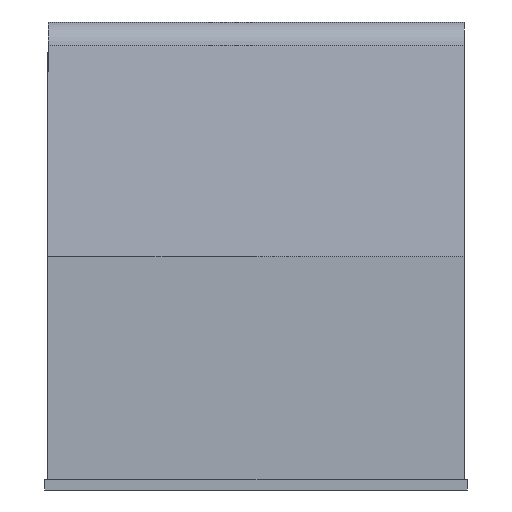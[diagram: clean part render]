
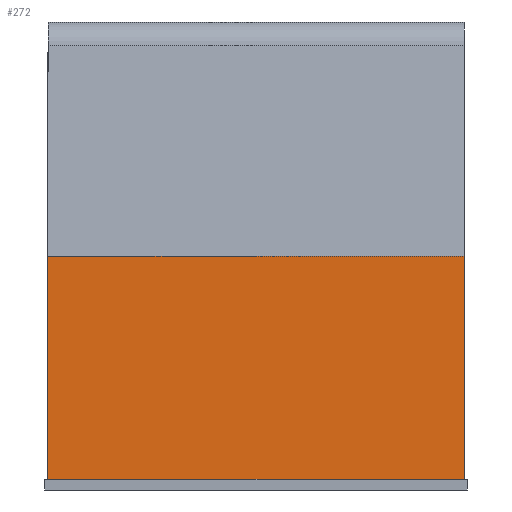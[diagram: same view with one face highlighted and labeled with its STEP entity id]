
A CAD part, left-side view. The second image highlights one B-rep face of the part: STEP entity #272.
In plain terms, the highlighted planar face has unit normal (-1, 0, 0).
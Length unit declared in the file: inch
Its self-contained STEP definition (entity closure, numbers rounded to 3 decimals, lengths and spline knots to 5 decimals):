
#17 = VECTOR ( 'NONE', #149, 39.37008 ) ;
#26 = CARTESIAN_POINT ( 'NONE',  ( -0.0315, 0.01575, 0.02072 ) ) ;
#102 = VERTEX_POINT ( 'NONE', #712 ) ;
#103 = LINE ( 'NONE', #268, #17 ) ;
#106 = EDGE_CURVE ( 'NONE', #507, #705, #691, .T. ) ;
#115 = CARTESIAN_POINT ( 'NONE',  ( -0.0315, -0.01575, 0.02072 ) ) ;
#118 = ORIENTED_EDGE ( 'NONE', *, *, #809, .F. ) ;
#149 = DIRECTION ( 'NONE',  ( 0., 1., 0. ) ) ;
#150 = LINE ( 'NONE', #545, #368 ) ;
#156 = ORIENTED_EDGE ( 'NONE', *, *, #381, .F. ) ;
#166 = ORIENTED_EDGE ( 'NONE', *, *, #106, .T. ) ;
#171 = VECTOR ( 'NONE', #630, 39.37008 ) ;
#189 = LINE ( 'NONE', #115, #171 ) ;
#235 = CARTESIAN_POINT ( 'NONE',  ( -0.0315, -0.01575, 0.0038 ) ) ;
#268 = CARTESIAN_POINT ( 'NONE',  ( -0.0315, -0.01575, 0.0038 ) ) ;
#272 = ADVANCED_FACE ( 'NONE', ( #327 ), #719, .T. ) ;
#302 = VERTEX_POINT ( 'NONE', #26 ) ;
#311 = CARTESIAN_POINT ( 'NONE',  ( -0.0315, -0.01575, 0.0038 ) ) ;
#327 = FACE_OUTER_BOUND ( 'NONE', #410, .T. ) ;
#333 = DIRECTION ( 'NONE',  ( 0., 0., 1. ) ) ;
#368 = VECTOR ( 'NONE', #479, 39.37008 ) ;
#381 = EDGE_CURVE ( 'NONE', #102, #302, #150, .T. ) ;
#397 = CARTESIAN_POINT ( 'NONE',  ( -0.0315, -0.01575, 0.02072 ) ) ;
#410 = EDGE_LOOP ( 'NONE', ( #118, #166, #808, #156 ) ) ;
#411 = EDGE_CURVE ( 'NONE', #705, #302, #189, .T. ) ;
#479 = DIRECTION ( 'NONE',  ( 0., 0., 1. ) ) ;
#495 = DIRECTION ( 'NONE',  ( 0., 0., 1. ) ) ;
#507 = VERTEX_POINT ( 'NONE', #311 ) ;
#523 = DIRECTION ( 'NONE',  ( -1., 0., 0. ) ) ;
#545 = CARTESIAN_POINT ( 'NONE',  ( -0.0315, 0.01575, 0.0038 ) ) ;
#574 = VECTOR ( 'NONE', #495, 39.37008 ) ;
#586 = CARTESIAN_POINT ( 'NONE',  ( -0.0315, -0.01575, 0.003 ) ) ;
#629 = AXIS2_PLACEMENT_3D ( 'NONE', #586, #523, #333 ) ;
#630 = DIRECTION ( 'NONE',  ( 0., 1., 0. ) ) ;
#691 = LINE ( 'NONE', #235, #574 ) ;
#705 = VERTEX_POINT ( 'NONE', #397 ) ;
#712 = CARTESIAN_POINT ( 'NONE',  ( -0.0315, 0.01575, 0.0038 ) ) ;
#719 = PLANE ( 'NONE',  #629 ) ;
#808 = ORIENTED_EDGE ( 'NONE', *, *, #411, .T. ) ;
#809 = EDGE_CURVE ( 'NONE', #507, #102, #103, .T. ) ;
